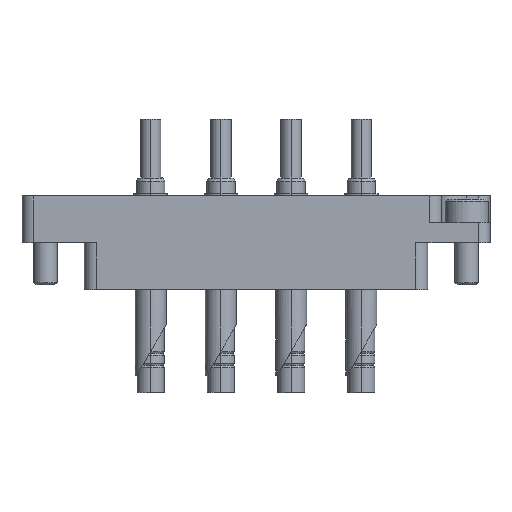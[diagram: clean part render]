
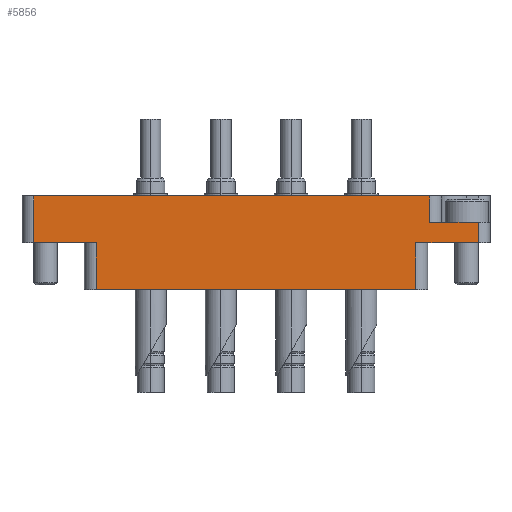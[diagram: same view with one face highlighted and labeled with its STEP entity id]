
A CAD part, left-side view. The second image highlights one B-rep face of the part: STEP entity #5856.
In plain terms, the highlighted face is planar.
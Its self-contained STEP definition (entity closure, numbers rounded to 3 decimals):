
#18 = CARTESIAN_POINT ( 'NONE',  ( 20.5, 0., 14.35 ) ) ;
#142 = AXIS2_PLACEMENT_3D ( 'NONE', #4721, #9160, #1033 ) ;
#294 = ORIENTED_EDGE ( 'NONE', *, *, #7109, .T. ) ;
#308 = CARTESIAN_POINT ( 'NONE',  ( 22.25, 0., 14.35 ) ) ;
#363 = LINE ( 'NONE', #2306, #4107 ) ;
#422 = LINE ( 'NONE', #654, #4359 ) ;
#629 = VERTEX_POINT ( 'NONE', #7257 ) ;
#637 = CARTESIAN_POINT ( 'NONE',  ( 28.5, 2.6, 14.35 ) ) ;
#651 = CARTESIAN_POINT ( 'NONE',  ( 28.5, 0., 14.35 ) ) ;
#654 = CARTESIAN_POINT ( 'NONE',  ( -22., -6., 14.35 ) ) ;
#1033 = DIRECTION ( 'NONE',  ( -1., 0., 0. ) ) ;
#1055 = CARTESIAN_POINT ( 'NONE',  ( 30., 0., 14.35 ) ) ;
#1063 = CARTESIAN_POINT ( 'NONE',  ( -30., 6., 14.35 ) ) ;
#1088 = VERTEX_POINT ( 'NONE', #1793 ) ;
#1228 = DIRECTION ( 'NONE',  ( -1., 0., 0. ) ) ;
#1292 = DIRECTION ( 'NONE',  ( 1., 0., 0. ) ) ;
#1395 = VECTOR ( 'NONE', #10799, 1000. ) ;
#1417 = ORIENTED_EDGE ( 'NONE', *, *, #4077, .F. ) ;
#1784 = VECTOR ( 'NONE', #2590, 1000. ) ;
#1793 = CARTESIAN_POINT ( 'NONE',  ( 22.25, 2.6, 14.35 ) ) ;
#1869 = CARTESIAN_POINT ( 'NONE',  ( -20.5, 0., 14.35 ) ) ;
#2306 = CARTESIAN_POINT ( 'NONE',  ( -20.5, 0., 14.35 ) ) ;
#2590 = DIRECTION ( 'NONE',  ( 0., -1., 0. ) ) ;
#2605 = VECTOR ( 'NONE', #7283, 1000. ) ;
#2760 = LINE ( 'NONE', #6310, #11051 ) ;
#2930 = EDGE_CURVE ( 'NONE', #1088, #8765, #7396, .T. ) ;
#3105 = ORIENTED_EDGE ( 'NONE', *, *, #6950, .T. ) ;
#3184 = VECTOR ( 'NONE', #3923, 1000. ) ;
#3223 = VERTEX_POINT ( 'NONE', #1869 ) ;
#3768 = VERTEX_POINT ( 'NONE', #5717 ) ;
#3923 = DIRECTION ( 'NONE',  ( 0., 1., 0. ) ) ;
#4059 = VERTEX_POINT ( 'NONE', #10139 ) ;
#4077 = EDGE_CURVE ( 'NONE', #629, #4059, #5801, .T. ) ;
#4107 = VECTOR ( 'NONE', #10360, 1000. ) ;
#4243 = CARTESIAN_POINT ( 'NONE',  ( 28.5, 2.6, 14.35 ) ) ;
#4359 = VECTOR ( 'NONE', #6938, 1000. ) ;
#4458 = CARTESIAN_POINT ( 'NONE',  ( -20.5, -6., 14.35 ) ) ;
#4721 = CARTESIAN_POINT ( 'NONE',  ( -30., 0., 14.35 ) ) ;
#4854 = EDGE_CURVE ( 'NONE', #1088, #4059, #8488, .T. ) ;
#4888 = VECTOR ( 'NONE', #1228, 1000. ) ;
#5013 = VECTOR ( 'NONE', #7958, 1000. ) ;
#5024 = ORIENTED_EDGE ( 'NONE', *, *, #6973, .T. ) ;
#5657 = PLANE ( 'NONE',  #142 ) ;
#5717 = CARTESIAN_POINT ( 'NONE',  ( 20.5, 0., 14.35 ) ) ;
#5801 = LINE ( 'NONE', #1063, #10826 ) ;
#5856 = ADVANCED_FACE ( 'NONE', ( #8267 ), #5657, .F. ) ;
#6036 = VERTEX_POINT ( 'NONE', #6945 ) ;
#6210 = ORIENTED_EDGE ( 'NONE', *, *, #10272, .F. ) ;
#6310 = CARTESIAN_POINT ( 'NONE',  ( 30., 0., 14.35 ) ) ;
#6577 = EDGE_LOOP ( 'NONE', ( #6210, #5024, #8948, #3105, #6975, #9047, #1417, #294, #8743, #7285 ) ) ;
#6617 = EDGE_CURVE ( 'NONE', #8542, #3768, #2760, .T. ) ;
#6938 = DIRECTION ( 'NONE',  ( -1., 0., 0. ) ) ;
#6945 = CARTESIAN_POINT ( 'NONE',  ( 20.5, -6., 14.35 ) ) ;
#6950 = EDGE_CURVE ( 'NONE', #8542, #8765, #9619, .T. ) ;
#6973 = EDGE_CURVE ( 'NONE', #6036, #3768, #8074, .T. ) ;
#6975 = ORIENTED_EDGE ( 'NONE', *, *, #2930, .F. ) ;
#7092 = LINE ( 'NONE', #7852, #1784 ) ;
#7109 = EDGE_CURVE ( 'NONE', #629, #10216, #7092, .T. ) ;
#7257 = CARTESIAN_POINT ( 'NONE',  ( -28.5, 6., 14.35 ) ) ;
#7283 = DIRECTION ( 'NONE',  ( 1., 0., 0. ) ) ;
#7285 = ORIENTED_EDGE ( 'NONE', *, *, #8343, .T. ) ;
#7396 = LINE ( 'NONE', #9290, #2605 ) ;
#7852 = CARTESIAN_POINT ( 'NONE',  ( -28.5, 0., 14.35 ) ) ;
#7958 = DIRECTION ( 'NONE',  ( 0., 1., 0. ) ) ;
#8074 = LINE ( 'NONE', #18, #1395 ) ;
#8267 = FACE_OUTER_BOUND ( 'NONE', #6577, .T. ) ;
#8343 = EDGE_CURVE ( 'NONE', #3223, #10783, #363, .T. ) ;
#8414 = LINE ( 'NONE', #1055, #4888 ) ;
#8488 = LINE ( 'NONE', #308, #3184 ) ;
#8542 = VERTEX_POINT ( 'NONE', #651 ) ;
#8743 = ORIENTED_EDGE ( 'NONE', *, *, #11391, .F. ) ;
#8765 = VERTEX_POINT ( 'NONE', #637 ) ;
#8948 = ORIENTED_EDGE ( 'NONE', *, *, #6617, .F. ) ;
#9047 = ORIENTED_EDGE ( 'NONE', *, *, #4854, .T. ) ;
#9160 = DIRECTION ( 'NONE',  ( 0., 0., -1. ) ) ;
#9290 = CARTESIAN_POINT ( 'NONE',  ( 30., 2.6, 14.35 ) ) ;
#9619 = LINE ( 'NONE', #4243, #5013 ) ;
#10139 = CARTESIAN_POINT ( 'NONE',  ( 22.25, 6., 14.35 ) ) ;
#10216 = VERTEX_POINT ( 'NONE', #10478 ) ;
#10272 = EDGE_CURVE ( 'NONE', #6036, #10783, #422, .T. ) ;
#10360 = DIRECTION ( 'NONE',  ( 0., -1., 0. ) ) ;
#10478 = CARTESIAN_POINT ( 'NONE',  ( -28.5, 0., 14.35 ) ) ;
#10783 = VERTEX_POINT ( 'NONE', #4458 ) ;
#10799 = DIRECTION ( 'NONE',  ( 0., 1., 0. ) ) ;
#10813 = DIRECTION ( 'NONE',  ( -1., 0., 0. ) ) ;
#10826 = VECTOR ( 'NONE', #1292, 1000. ) ;
#11051 = VECTOR ( 'NONE', #10813, 1000. ) ;
#11391 = EDGE_CURVE ( 'NONE', #3223, #10216, #8414, .T. ) ;
